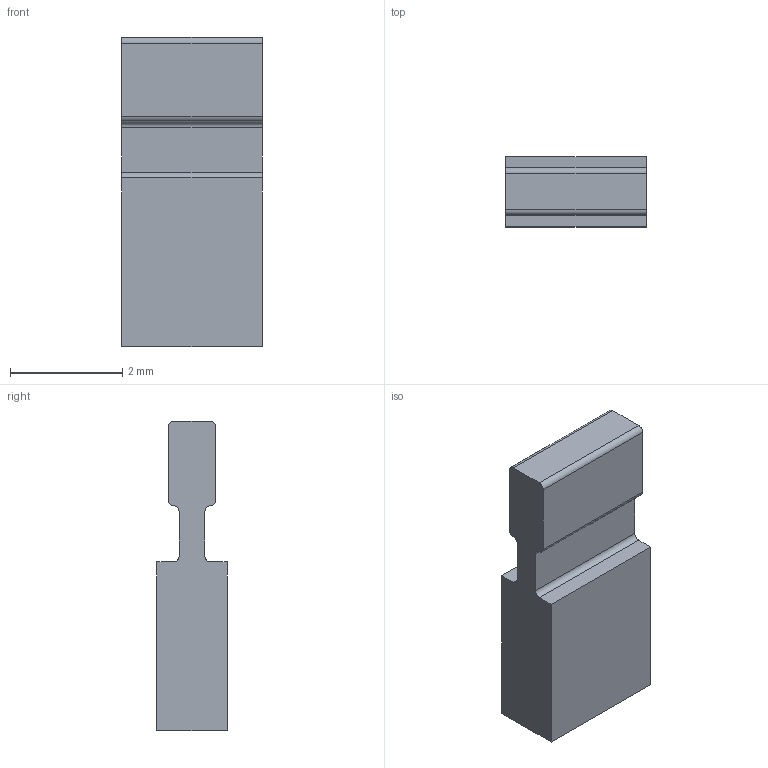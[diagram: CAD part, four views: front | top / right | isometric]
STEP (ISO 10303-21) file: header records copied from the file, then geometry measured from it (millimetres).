
FILE_DESCRIPTION(/* description */ ('Unknown'),/* implementation_level */ '2;1');
FILE_NAME(/* name */ '622002115121',/* time_stamp */ '2020-11-19T08:53:29+01:00',/* author */ ('Unknown'),/* organization */ ('Unknown'),/* preprocessor_version */ 'ST-DEVELOPER v16.7',/* originating_system */ 'DEX',/* authorisation */ $);
FILE_SCHEMA (('AUTOMOTIVE_DESIGN {1 0 10303 214 3 1 1}'));
Length unit declared in the file: millimetre
Products named in the file (3): 622002115121; 622002115121_PIN
Assembly tree (2 placements, depth 2):
  622002115121
    622002115121
    622002115121_PIN
Bounding box: 2.5 x 1.25 x 5.5 mm (x, y, z)
Volume: 11.2 mm3; surface area: 72.9 mm2
Topology: 2 solids, 2 shells, 121 faces, 316 edges, 200 vertices
Faces by surface type: plane 85, cylinder 32, bspline 4
Entity records: 3798 total; most frequent: CARTESIAN_POINT 728, ORIENTED_EDGE 632, DIRECTION 612, EDGE_CURVE 316, LINE 244, VECTOR 244, VERTEX_POINT 200, AXIS2_PLACEMENT_3D 184
